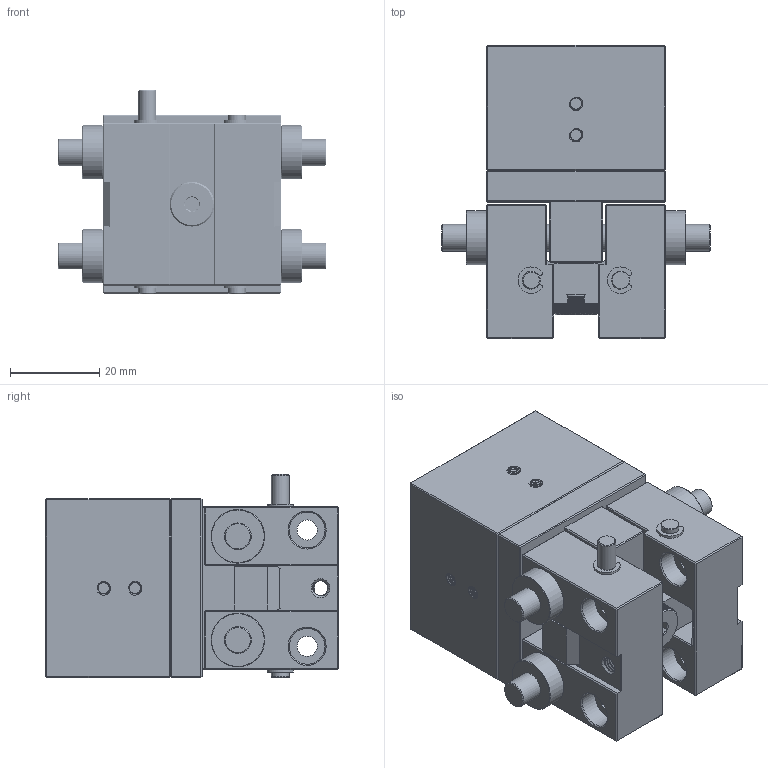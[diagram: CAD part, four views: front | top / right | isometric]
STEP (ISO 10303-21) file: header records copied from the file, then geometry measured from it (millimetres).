
FILE_DESCRIPTION(/* description */ (''),/* implementation_level */ '2;1');
FILE_NAME(/* name */ 'd8471a8c-3fd4-4eed-8068-d0fd34f826b7.stp',/* time_stamp */ '2019-10-22T14:33:48+00:00',/* author */ (''),/* organization */ (''),/* preprocessor_version */ 'ST-DEVELOPER v18',/* originating_system */ 'Autodesk Translation Framework v8.6.0.1094',/* authorisation */ '');
FILE_SCHEMA (('AUTOMOTIVE_DESIGN { 1 0 10303 214 3 1 1 }'));
Products named in the file (12): KZL 25; Middle_part; Upper_body; Gripper; Shaft_1; Shaft_2; Shaft_3; Part_1; Part_2; Socket screw M4; Retaining ring 4; Shoulder screw M6
Assembly tree (20 placements, depth 2):
  KZL 25
    Middle_part
    Upper_body
    Gripper  x2
    Shaft_1  x2
    Shaft_2
    Shaft_3
    Part_1  x4
    Part_2
    Socket screw M4  x2
    Retaining ring 4  x4
    Shoulder screw M6
Bounding box: 60 x 65.5 x 45.5 mm (x, y, z)
Volume: 89764.3 mm3; surface area: 36764.3 mm2
Topology: 20 solids, 20 shells, 1485 faces, 3562 edges, 2259 vertices
Faces by surface type: plane 711, cylinder 652, cone 67, bspline 54, torus 1
Full cylindrical faces by diameter (mm): 2.529 x96, 3 x4, 3.086 x90, 3.091 x20, 3.332 x62, 3.76 x1, 3.961 x9, 4 x34, 4.109 x58, 4.234 x54, 4.5 x4, 5 x9, 5.12 x56, 6 x13, 7 x4, 8 x8, 9 x1, 10 x1, 12 x4
Entity records: 62030 total; most frequent: CARTESIAN_POINT 34682, ORIENTED_EDGE 5874, DIRECTION 4903, EDGE_CURVE 2937, VERTEX_POINT 1864, AXIS2_PLACEMENT_3D 1675, LINE 1553, VECTOR 1553
